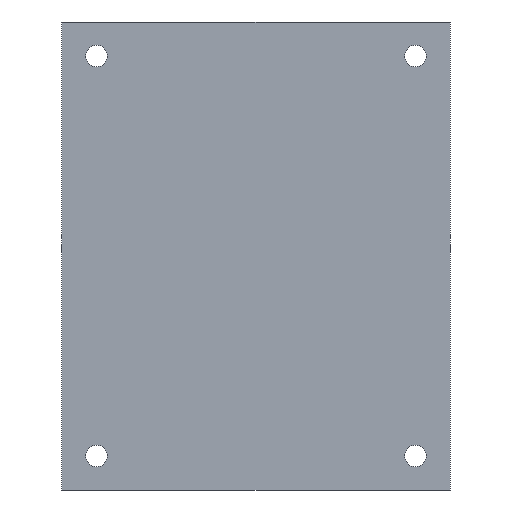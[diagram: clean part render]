
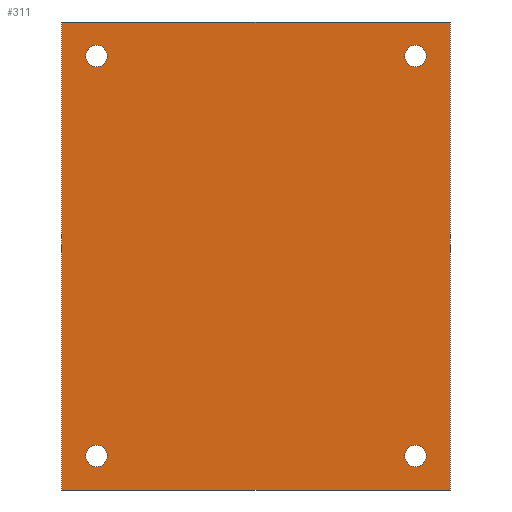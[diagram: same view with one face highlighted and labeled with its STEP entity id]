
A CAD part, front view. The second image highlights one B-rep face of the part: STEP entity #311.
In plain terms, the highlighted planar face has unit normal (0, -1, 0).
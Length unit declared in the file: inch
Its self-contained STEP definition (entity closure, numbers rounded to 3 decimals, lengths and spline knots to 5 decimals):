
#4 = VERTEX_POINT ( 'NONE', #318 ) ;
#8 = CARTESIAN_POINT ( 'NONE',  ( -1.1, 0., 1.38 ) ) ;
#11 = CARTESIAN_POINT ( 'NONE',  ( 1.1, 0., -1.45475 ) ) ;
#19 = FACE_OUTER_BOUND ( 'NONE', #21, .T. ) ;
#21 = EDGE_LOOP ( 'NONE', ( #365, #184, #227, #389 ) ) ;
#25 = EDGE_LOOP ( 'NONE', ( #449, #293 ) ) ;
#26 = CIRCLE ( 'NONE', #88, 0.07475 ) ;
#63 = CIRCLE ( 'NONE', #447, 0.07475 ) ;
#67 = FACE_BOUND ( 'NONE', #25, .T. ) ;
#69 = VECTOR ( 'NONE', #103, 39.37008 ) ;
#70 = EDGE_CURVE ( 'NONE', #93, #388, #228, .T. ) ;
#72 = CARTESIAN_POINT ( 'NONE',  ( 1.1, 0., 1.38 ) ) ;
#81 = LINE ( 'NONE', #112, #212 ) ;
#83 = CARTESIAN_POINT ( 'NONE',  ( 1.1, 0., -1.30525 ) ) ;
#88 = AXIS2_PLACEMENT_3D ( 'NONE', #126, #387, #245 ) ;
#93 = VERTEX_POINT ( 'NONE', #11 ) ;
#94 = AXIS2_PLACEMENT_3D ( 'NONE', #159, #491, #152 ) ;
#97 = CARTESIAN_POINT ( 'NONE',  ( -1.1, 0., 1.45475 ) ) ;
#103 = DIRECTION ( 'NONE',  ( 0., 0., 1. ) ) ;
#104 = CIRCLE ( 'NONE', #324, 0.07475 ) ;
#112 = CARTESIAN_POINT ( 'NONE',  ( -1.34, 0., -1.615 ) ) ;
#113 = FACE_BOUND ( 'NONE', #136, .T. ) ;
#116 = EDGE_CURVE ( 'NONE', #145, #479, #63, .T. ) ;
#119 = DIRECTION ( 'NONE',  ( 1., 0., 0. ) ) ;
#122 = CARTESIAN_POINT ( 'NONE',  ( 1.1, 0., 1.38 ) ) ;
#126 = CARTESIAN_POINT ( 'NONE',  ( 1.1, 0., -1.38 ) ) ;
#129 = VERTEX_POINT ( 'NONE', #244 ) ;
#131 = CARTESIAN_POINT ( 'NONE',  ( -1.1, 0., -1.45475 ) ) ;
#136 = EDGE_LOOP ( 'NONE', ( #426, #482 ) ) ;
#140 = DIRECTION ( 'NONE',  ( 0., -1., 0. ) ) ;
#143 = EDGE_LOOP ( 'NONE', ( #236, #300 ) ) ;
#145 = VERTEX_POINT ( 'NONE', #425 ) ;
#151 = ORIENTED_EDGE ( 'NONE', *, *, #221, .F. ) ;
#152 = DIRECTION ( 'NONE',  ( 0., 0., -1. ) ) ;
#156 = DIRECTION ( 'NONE',  ( 0., 0., -1. ) ) ;
#159 = CARTESIAN_POINT ( 'NONE',  ( -1.34, 0., -1.615 ) ) ;
#169 = CARTESIAN_POINT ( 'NONE',  ( -1.1, 0., 1.30525 ) ) ;
#175 = DIRECTION ( 'NONE',  ( 0., -1., 0. ) ) ;
#177 = AXIS2_PLACEMENT_3D ( 'NONE', #213, #175, #219 ) ;
#179 = LINE ( 'NONE', #257, #69 ) ;
#180 = EDGE_CURVE ( 'NONE', #388, #93, #26, .T. ) ;
#182 = VERTEX_POINT ( 'NONE', #383 ) ;
#184 = ORIENTED_EDGE ( 'NONE', *, *, #354, .F. ) ;
#189 = VECTOR ( 'NONE', #119, 39.37008 ) ;
#192 = EDGE_CURVE ( 'NONE', #264, #223, #197, .T. ) ;
#195 = LINE ( 'NONE', #375, #189 ) ;
#196 = VERTEX_POINT ( 'NONE', #169 ) ;
#197 = CIRCLE ( 'NONE', #415, 0.07475 ) ;
#206 = EDGE_CURVE ( 'NONE', #196, #268, #451, .T. ) ;
#212 = VECTOR ( 'NONE', #486, 39.37008 ) ;
#213 = CARTESIAN_POINT ( 'NONE',  ( -1.1, 0., 1.38 ) ) ;
#214 = EDGE_LOOP ( 'NONE', ( #396, #151 ) ) ;
#218 = DIRECTION ( 'NONE',  ( 0., -1., 0. ) ) ;
#219 = DIRECTION ( 'NONE',  ( 0., 0., -1. ) ) ;
#221 = EDGE_CURVE ( 'NONE', #223, #264, #480, .T. ) ;
#223 = VERTEX_POINT ( 'NONE', #131 ) ;
#227 = ORIENTED_EDGE ( 'NONE', *, *, #474, .T. ) ;
#228 = CIRCLE ( 'NONE', #490, 0.07475 ) ;
#230 = EDGE_CURVE ( 'NONE', #268, #196, #272, .T. ) ;
#232 = AXIS2_PLACEMENT_3D ( 'NONE', #398, #140, #397 ) ;
#236 = ORIENTED_EDGE ( 'NONE', *, *, #341, .F. ) ;
#238 = EDGE_CURVE ( 'NONE', #429, #4, #179, .T. ) ;
#244 = CARTESIAN_POINT ( 'NONE',  ( -1.34, 0., 1.615 ) ) ;
#245 = DIRECTION ( 'NONE',  ( 0., 0., -1. ) ) ;
#257 = CARTESIAN_POINT ( 'NONE',  ( 1.34, 0., -1.615 ) ) ;
#264 = VERTEX_POINT ( 'NONE', #391 ) ;
#268 = VERTEX_POINT ( 'NONE', #97 ) ;
#272 = CIRCLE ( 'NONE', #177, 0.07475 ) ;
#287 = DIRECTION ( 'NONE',  ( 0., 0., -1. ) ) ;
#289 = AXIS2_PLACEMENT_3D ( 'NONE', #8, #218, #477 ) ;
#292 = DIRECTION ( 'NONE',  ( 0., -1., 0. ) ) ;
#293 = ORIENTED_EDGE ( 'NONE', *, *, #70, .F. ) ;
#300 = ORIENTED_EDGE ( 'NONE', *, *, #116, .F. ) ;
#302 = DIRECTION ( 'NONE',  ( 0., -1., 0. ) ) ;
#303 = DIRECTION ( 'NONE',  ( 0., -1., 0. ) ) ;
#310 = CARTESIAN_POINT ( 'NONE',  ( 1.1, 0., 1.45475 ) ) ;
#311 = ADVANCED_FACE ( 'NONE', ( #435, #67, #19, #374, #113 ), #452, .T. ) ;
#317 = DIRECTION ( 'NONE',  ( 0., 0., -1. ) ) ;
#318 = CARTESIAN_POINT ( 'NONE',  ( 1.34, 0., 1.615 ) ) ;
#324 = AXIS2_PLACEMENT_3D ( 'NONE', #72, #302, #156 ) ;
#339 = DIRECTION ( 'NONE',  ( 0., 0., -1. ) ) ;
#341 = EDGE_CURVE ( 'NONE', #479, #145, #104, .T. ) ;
#347 = DIRECTION ( 'NONE',  ( 0., -1., 0. ) ) ;
#354 = EDGE_CURVE ( 'NONE', #182, #129, #81, .T. ) ;
#362 = VECTOR ( 'NONE', #498, 39.37008 ) ;
#365 = ORIENTED_EDGE ( 'NONE', *, *, #379, .F. ) ;
#374 = FACE_BOUND ( 'NONE', #214, .T. ) ;
#375 = CARTESIAN_POINT ( 'NONE',  ( -1.34, 0., -1.615 ) ) ;
#379 = EDGE_CURVE ( 'NONE', #129, #4, #393, .T. ) ;
#383 = CARTESIAN_POINT ( 'NONE',  ( -1.34, 0., -1.615 ) ) ;
#387 = DIRECTION ( 'NONE',  ( 0., -1., 0. ) ) ;
#388 = VERTEX_POINT ( 'NONE', #83 ) ;
#389 = ORIENTED_EDGE ( 'NONE', *, *, #238, .T. ) ;
#391 = CARTESIAN_POINT ( 'NONE',  ( -1.1, 0., -1.30525 ) ) ;
#393 = LINE ( 'NONE', #500, #362 ) ;
#396 = ORIENTED_EDGE ( 'NONE', *, *, #192, .F. ) ;
#397 = DIRECTION ( 'NONE',  ( 0., 0., -1. ) ) ;
#398 = CARTESIAN_POINT ( 'NONE',  ( -1.1, 0., -1.38 ) ) ;
#403 = CARTESIAN_POINT ( 'NONE',  ( 1.1, 0., -1.38 ) ) ;
#415 = AXIS2_PLACEMENT_3D ( 'NONE', #507, #347, #317 ) ;
#425 = CARTESIAN_POINT ( 'NONE',  ( 1.1, 0., 1.30525 ) ) ;
#426 = ORIENTED_EDGE ( 'NONE', *, *, #230, .F. ) ;
#429 = VERTEX_POINT ( 'NONE', #460 ) ;
#435 = FACE_BOUND ( 'NONE', #143, .T. ) ;
#447 = AXIS2_PLACEMENT_3D ( 'NONE', #122, #303, #339 ) ;
#449 = ORIENTED_EDGE ( 'NONE', *, *, #180, .F. ) ;
#451 = CIRCLE ( 'NONE', #289, 0.07475 ) ;
#452 = PLANE ( 'NONE',  #94 ) ;
#460 = CARTESIAN_POINT ( 'NONE',  ( 1.34, 0., -1.615 ) ) ;
#474 = EDGE_CURVE ( 'NONE', #182, #429, #195, .T. ) ;
#477 = DIRECTION ( 'NONE',  ( 0., 0., -1. ) ) ;
#479 = VERTEX_POINT ( 'NONE', #310 ) ;
#480 = CIRCLE ( 'NONE', #232, 0.07475 ) ;
#482 = ORIENTED_EDGE ( 'NONE', *, *, #206, .F. ) ;
#486 = DIRECTION ( 'NONE',  ( 0., 0., 1. ) ) ;
#490 = AXIS2_PLACEMENT_3D ( 'NONE', #403, #292, #287 ) ;
#491 = DIRECTION ( 'NONE',  ( 0., -1., 0. ) ) ;
#498 = DIRECTION ( 'NONE',  ( 1., 0., 0. ) ) ;
#500 = CARTESIAN_POINT ( 'NONE',  ( -1.34, 0., 1.615 ) ) ;
#507 = CARTESIAN_POINT ( 'NONE',  ( -1.1, 0., -1.38 ) ) ;
